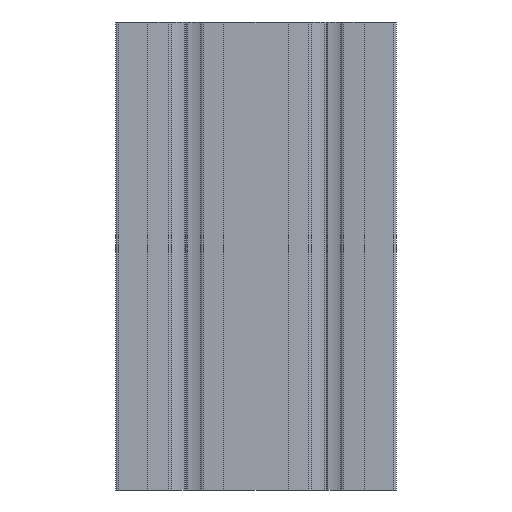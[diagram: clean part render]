
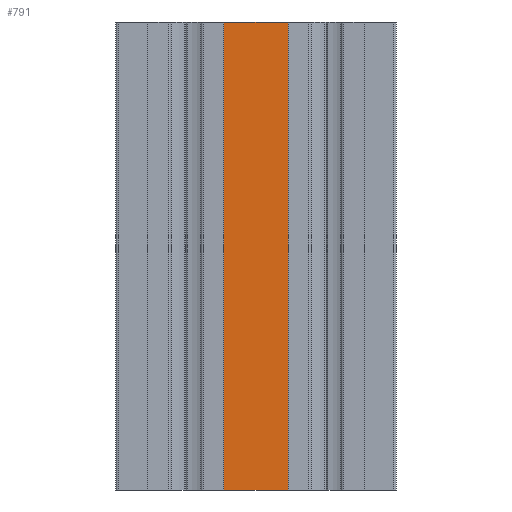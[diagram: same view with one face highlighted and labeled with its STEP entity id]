
A CAD part, front view. The second image highlights one B-rep face of the part: STEP entity #791.
In plain terms, the highlighted planar face has unit normal (0, -1, 0).
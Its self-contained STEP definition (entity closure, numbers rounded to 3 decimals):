
#752=CARTESIAN_POINT('',(42.78,2.762,0.0));
#753=DIRECTION('',(0.0,-1.0,0.0));
#754=DIRECTION('',(0.0,0.0,-1.0));
#755=AXIS2_PLACEMENT_3D('',#752,#753,#754);
#756=PLANE('',#755);
#757=CARTESIAN_POINT('',(49.63,2.762,100.0));
#758=VERTEX_POINT('',#757);
#759=CARTESIAN_POINT('',(35.93,2.762,100.0));
#760=VERTEX_POINT('',#759);
#761=CARTESIAN_POINT('',(49.63,2.762,100.0));
#762=DIRECTION('',(-1.0,0.0,0.0));
#763=VECTOR('',#762,13.7);
#764=LINE('',#761,#763);
#765=EDGE_CURVE('',#758,#760,#764,.T.);
#766=ORIENTED_EDGE('',*,*,#765,.T.);
#767=CARTESIAN_POINT('',(35.93,2.762,0.0));
#768=VERTEX_POINT('',#767);
#769=CARTESIAN_POINT('',(35.93,2.762,0.0));
#770=DIRECTION('',(0.0,0.0,1.0));
#771=VECTOR('',#770,100.0);
#772=LINE('',#769,#771);
#773=EDGE_CURVE('',#768,#760,#772,.T.);
#774=ORIENTED_EDGE('',*,*,#773,.F.);
#775=CARTESIAN_POINT('',(49.63,2.762,0.0));
#776=VERTEX_POINT('',#775);
#777=CARTESIAN_POINT('',(35.93,2.762,0.0));
#778=DIRECTION('',(1.0,0.0,0.0));
#779=VECTOR('',#778,13.7);
#780=LINE('',#777,#779);
#781=EDGE_CURVE('',#768,#776,#780,.T.);
#782=ORIENTED_EDGE('',*,*,#781,.T.);
#783=CARTESIAN_POINT('',(49.63,2.762,0.0));
#784=DIRECTION('',(0.0,0.0,1.0));
#785=VECTOR('',#784,100.0);
#786=LINE('',#783,#785);
#787=EDGE_CURVE('',#776,#758,#786,.T.);
#788=ORIENTED_EDGE('',*,*,#787,.T.);
#789=EDGE_LOOP('',(#766,#774,#782,#788));
#790=FACE_OUTER_BOUND('',#789,.T.);
#791=ADVANCED_FACE('',(#790),#756,.T.);
